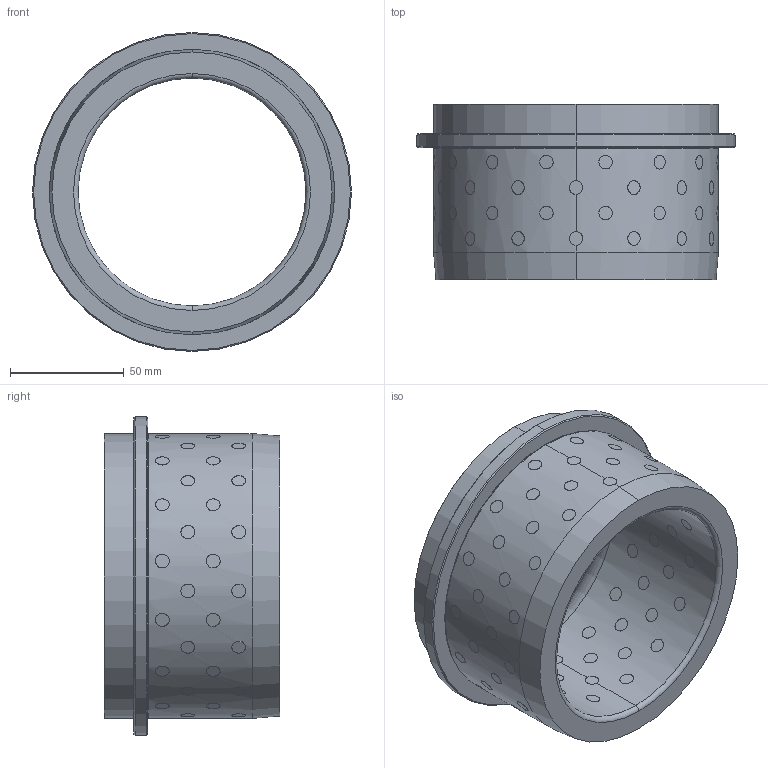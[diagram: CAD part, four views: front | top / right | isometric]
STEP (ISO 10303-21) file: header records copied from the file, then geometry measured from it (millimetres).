
FILE_DESCRIPTION (( 'STEP AP214' ), '1' );
FILE_NAME ('JNM-100S.STEP', '2021-10-20T08:57:56', ( '' ), ( '' ), 'SwSTEP 2.0', 'SolidWorks 2016', '' );
FILE_SCHEMA (( 'AUTOMOTIVE_DESIGN' ));
Length unit declared in the file: millimetre
Products named in the file (65): ʯī-L12.5; JNM-D100-L77; JNM-100S
Assembly tree (62 placements, depth 2):
  ʯī-L12.5
  ʯī-L12.5
  ʯī-L12.5
  ʯī-L12.5
  ʯī-L12.5
Bounding box: 140 x 77 x 140 mm (x, y, z)
Volume: 345815.1 mm3; surface area: 95639.8 mm2
Topology: 61 solids, 61 shells, 388 faces, 797 edges, 526 vertices
Faces by surface type: cylinder 250, plane 124, cone 8, torus 6
Entity records: 13856 total; most frequent: CARTESIAN_POINT 8648, ORIENTED_EDGE 884, DIRECTION 672, EDGE_CURVE 442, VERTEX_POINT 288, EDGE_LOOP 268, AXIS2_PLACEMENT_3D 262, B_SPLINE_CURVE_WITH_KNOTS 253
